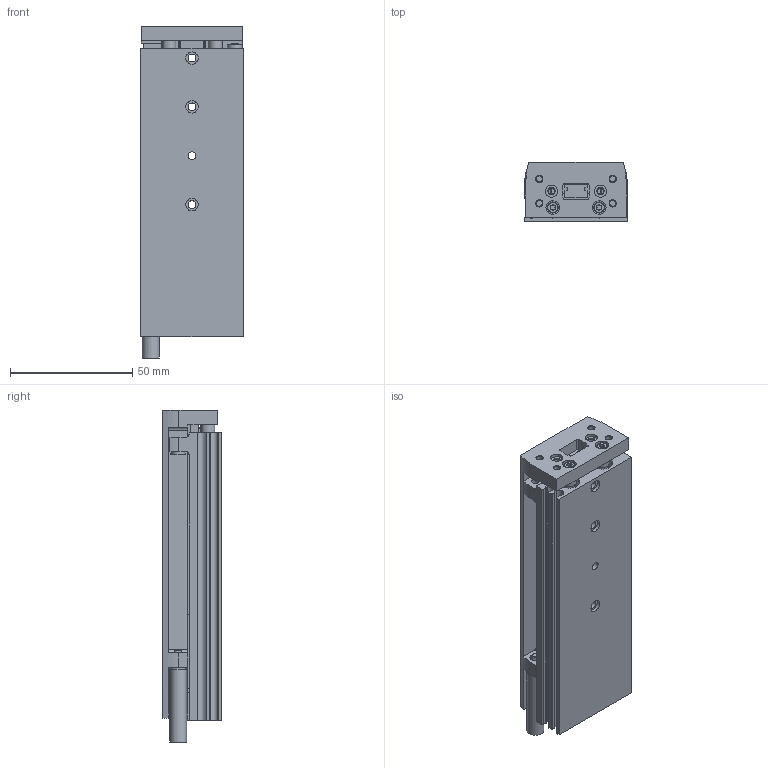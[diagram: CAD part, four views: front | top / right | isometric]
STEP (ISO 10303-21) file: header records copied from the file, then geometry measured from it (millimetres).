
FILE_DESCRIPTION(/* description */ ('STEP AP214'),/* implementation_level */ '2;1');
FILE_NAME(/* name */ '8085115_DGST-8-80-PA',/* time_stamp */ '2024-08-14T13:44:39+02:00',/* author */ ('License CC BY-ND 4.0'),/* organization */ ('CADENAS'),/* preprocessor_version */ 'ST-DEVELOPER v19.3',/* originating_system */ 'PARTsolutions',/* authorisation */ ' ');
FILE_SCHEMA (('AUTOMOTIVE_DESIGN {1 0 10303 214 3 1 1}'));
Length unit declared in the file: millimetre
Products named in the file (5): 8085115 DGST-8-80-PA---(0-high); 8073892 DGST-8-80---P---(mechanical-high)h; 8073892 DGST-8-80---(mechanical-high)s; 8074424 DYEF-G8-M5x0.5; 699437 DGSL-6-P
Assembly tree (6 placements, depth 2):
  8085115 DGST-8-80-PA---(0-high)
    8073892 DGST-8-80---P---(mechanical-high)h
    8073892 DGST-8-80---(mechanical-high)s
    8074424 DYEF-G8-M5x0.5  x2
    699437 DGSL-6-P  x2
Bounding box: 42 x 24 x 135.8 mm (x, y, z)
Volume: 96688.9 mm3; surface area: 48635 mm2
Topology: 6 solids, 6 shells, 558 faces, 1305 edges, 840 vertices
Faces by surface type: cylinder 253, plane 235, cone 54, torus 16
Full cylindrical faces by diameter (mm): 1.5 x2, 2.459 x14, 3 x1, 3.242 x4, 3.7 x1, 4 x4, 4.134 x2, 4.459 x4, 4.5 x2, 5 x9, 5.1 x2, 5.5 x4, 5.6 x4, 5.8 x2, 6 x20, 7 x2, 8 x6
Entity records: 16179 total; most frequent: DIRECTION 2670, CARTESIAN_POINT 2441, ORIENTED_EDGE 2168, EDGE_CURVE 1084, AXIS2_PLACEMENT_3D 1080, VERTEX_POINT 785, FACE_BOUND 747, EDGE_LOOP 746
